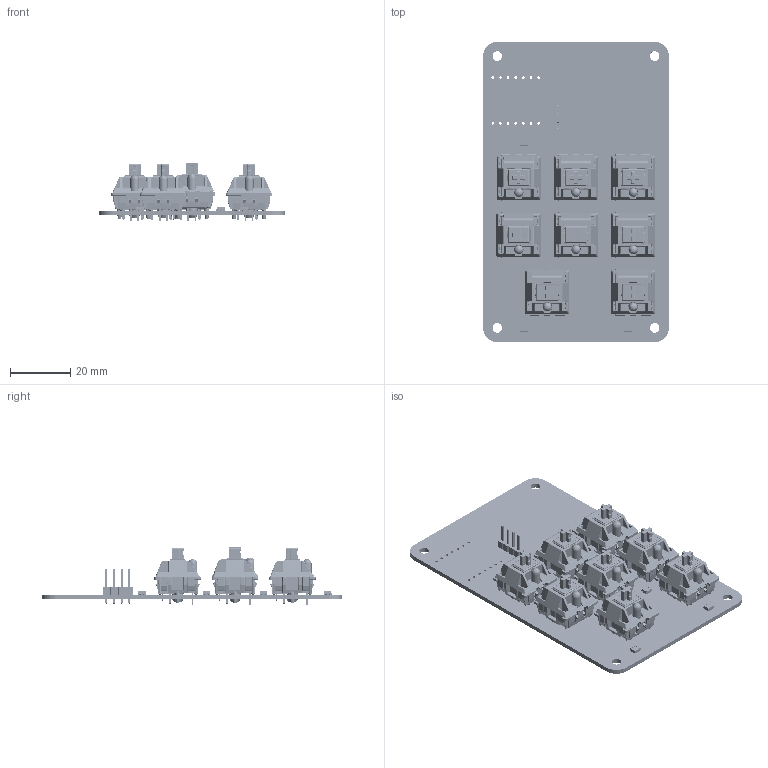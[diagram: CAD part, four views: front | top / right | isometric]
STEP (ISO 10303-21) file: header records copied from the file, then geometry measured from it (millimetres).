
FILE_DESCRIPTION(('KiCad electronic assembly'),'2;1');
FILE_NAME('engiboard.step','2025-06-21T17:44:42',('Pcbnew'),('Kicad'), 'Open CASCADE STEP processor 7.8','KiCad to STEP converter','Unknown' );
FILE_SCHEMA(('AUTOMOTIVE_DESIGN { 1 0 10303 214 1 1 1 1 }'));
Length unit declared in the file: millimetre
Products named in the file (16): engiboard 1; SK6805-2.4x2.7; Shell; DOUT; DIN; VSS; VDD; MX; MX Öá °´¼ü¡ä_¨¹___¡§1; MX ס סͥ¨¢¨¬_¡§¡顧__; MXס ϞñLEDLEDLED; MXÖá ÖáÌå µ×²¿ ¦Ì¡Á2__Ä¬ÈÏ_¨¢2____¨¨_; ֫½ğ__Ĭɏ__¨¨_; PinHeader_1x04_P2.54mm_Vertical; engiboard_PCB; engiboard 2
Assembly tree (28 placements, depth 3):
  engiboard 1
    SK6805-2.4x2.7  x8
      Shell
      DOUT
      DIN
      VSS
      VDD
    MX  x8
      MX Öá °´¼ü¡ä_¨¹___¡§1
      MX ס סͥ¨¢¨¬_¡§¡顧__
      MXס ϞñLEDLEDLED
      MXÖá ÖáÌå µ×²¿ ¦Ì¡Á2__Ä¬ÈÏ_¨¢2____¨¨_
      ֫½ğ__Ĭɏ__¨¨_
    PinHeader_1x04_P2.54mm_Vertical
    engiboard_PCB
  engiboard 2
Bounding box: 61.91 x 100.01 x 19.4 mm (x, y, z)
Volume: 18141.8 mm3; surface area: 35279 mm2
Topology: 122 solids, 122 shells, 13236 faces, 31776 edges, 17984 vertices
Faces by surface type: cylinder 5626, plane 4178, torus 1672, sphere 904, bspline 472, revolution 304, cone 80
Full cylindrical faces by diameter (mm): 0.4 x8, 0.889 x14, 1 x4, 1.5 x16, 1.7 x16, 2 x8, 3.2 x4, 4 x8
Entity records: 53939 total; most frequent: CARTESIAN_POINT 11151, DIRECTION 9077, ORIENTED_EDGE 8510, EDGE_CURVE 4255, AXIS2_PLACEMENT_3D 3339, VERTEX_POINT 2500, LINE 2361, VECTOR 2361
